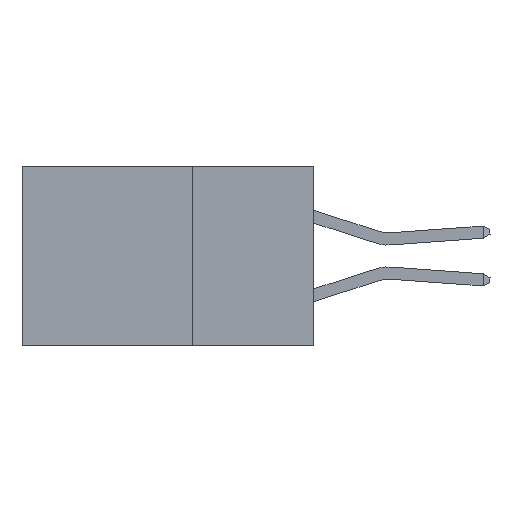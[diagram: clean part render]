
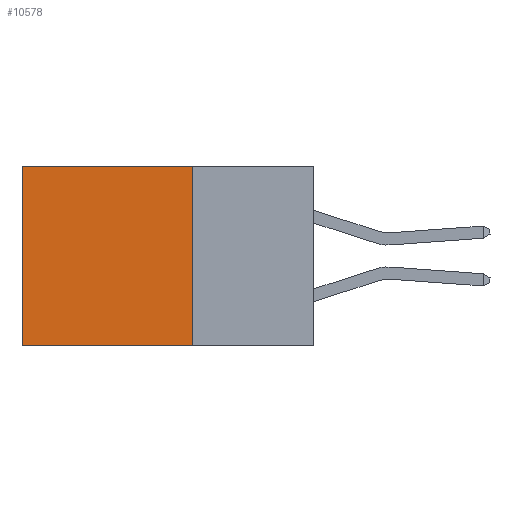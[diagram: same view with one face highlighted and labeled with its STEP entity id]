
A CAD part, left-side view. The second image highlights one B-rep face of the part: STEP entity #10578.
In plain terms, the highlighted planar face has unit normal (-1, 0, 0).
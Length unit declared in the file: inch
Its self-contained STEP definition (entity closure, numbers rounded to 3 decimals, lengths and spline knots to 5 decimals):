
#1144 = DIRECTION ( 'NONE',  ( 0., 0., -1. ) ) ;
#1293 = ORIENTED_EDGE ( 'NONE', *, *, #39188, .F. ) ;
#1675 = CARTESIAN_POINT ( 'NONE',  ( 0.2875, 0.25, 0. ) ) ;
#1845 = LINE ( 'NONE', #18821, #18056 ) ;
#2432 = CARTESIAN_POINT ( 'NONE',  ( 0.2875, 0.25, 0. ) ) ;
#3492 = DIRECTION ( 'NONE',  ( 1., 0., 0. ) ) ;
#3608 = ORIENTED_EDGE ( 'NONE', *, *, #11607, .T. ) ;
#5351 = LINE ( 'NONE', #1675, #19670 ) ;
#9815 = LINE ( 'NONE', #18977, #28359 ) ;
#10126 = ORIENTED_EDGE ( 'NONE', *, *, #19156, .F. ) ;
#10578 = ADVANCED_FACE ( 'NONE', ( #31320 ), #15607, .F. ) ;
#11607 = EDGE_CURVE ( 'NONE', #36216, #37600, #38655, .T. ) ;
#14130 = VERTEX_POINT ( 'NONE', #39209 ) ;
#15607 = PLANE ( 'NONE',  #38094 ) ;
#17514 = CARTESIAN_POINT ( 'NONE',  ( 0.2875, 0.6, -0.37 ) ) ;
#18056 = VECTOR ( 'NONE', #19075, 39.37008 ) ;
#18688 = DIRECTION ( 'NONE',  ( 0., 0., -1. ) ) ;
#18821 = CARTESIAN_POINT ( 'NONE',  ( 0.2875, 0.6, 0. ) ) ;
#18977 = CARTESIAN_POINT ( 'NONE',  ( 0.2875, 0.25, -0.37 ) ) ;
#19075 = DIRECTION ( 'NONE',  ( 0., 0., -1. ) ) ;
#19156 = EDGE_CURVE ( 'NONE', #36216, #14130, #5351, .T. ) ;
#19670 = VECTOR ( 'NONE', #1144, 39.37008 ) ;
#21337 = CARTESIAN_POINT ( 'NONE',  ( 0.2875, 0.6, 0. ) ) ;
#22024 = DIRECTION ( 'NONE',  ( 0., 1., 0. ) ) ;
#24739 = VECTOR ( 'NONE', #29700, 39.37008 ) ;
#25079 = EDGE_LOOP ( 'NONE', ( #28142, #1293, #10126, #3608 ) ) ;
#28142 = ORIENTED_EDGE ( 'NONE', *, *, #37793, .T. ) ;
#28359 = VECTOR ( 'NONE', #22024, 39.37008 ) ;
#29700 = DIRECTION ( 'NONE',  ( 0., 1., 0. ) ) ;
#30752 = VERTEX_POINT ( 'NONE', #17514 ) ;
#31320 = FACE_OUTER_BOUND ( 'NONE', #25079, .T. ) ;
#36216 = VERTEX_POINT ( 'NONE', #39066 ) ;
#36948 = CARTESIAN_POINT ( 'NONE',  ( 0.2875, 0.25, 0. ) ) ;
#37600 = VERTEX_POINT ( 'NONE', #21337 ) ;
#37793 = EDGE_CURVE ( 'NONE', #37600, #30752, #1845, .T. ) ;
#38094 = AXIS2_PLACEMENT_3D ( 'NONE', #36948, #3492, #18688 ) ;
#38655 = LINE ( 'NONE', #2432, #24739 ) ;
#39066 = CARTESIAN_POINT ( 'NONE',  ( 0.2875, 0.25, 0. ) ) ;
#39188 = EDGE_CURVE ( 'NONE', #14130, #30752, #9815, .T. ) ;
#39209 = CARTESIAN_POINT ( 'NONE',  ( 0.2875, 0.25, -0.37 ) ) ;
